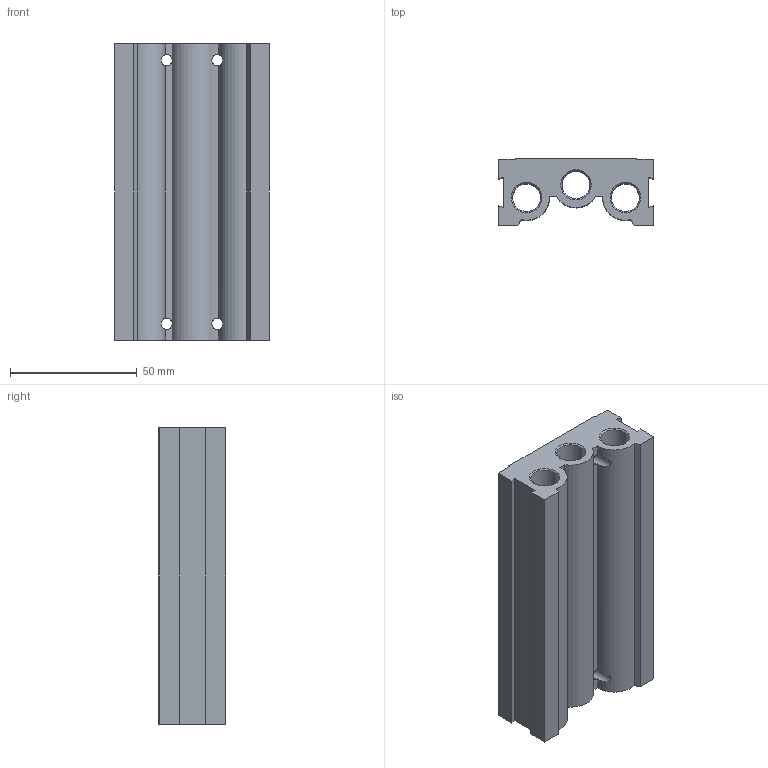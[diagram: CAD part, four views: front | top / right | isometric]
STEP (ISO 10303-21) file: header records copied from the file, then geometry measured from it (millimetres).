
FILE_DESCRIPTION (( 'STEP AP203' ), '1' );
FILE_NAME ('SCB31-D-6.STEP', '2016-05-09T07:20:48', ( '' ), ( '' ), 'SwSTEP 2.0', 'SolidWorks 2008', '' );
FILE_SCHEMA (( 'CONFIG_CONTROL_DESIGN' ));
Length unit declared in the file: millimetre
Products named in the file (1): SCB31-D-6
Bounding box: 61 x 26.5 x 117 mm (x, y, z)
Volume: 106942.4 mm3; surface area: 42659.7 mm2
Topology: 1 solids, 1 shells, 211 faces, 523 edges, 322 vertices
Faces by surface type: cone 80, cylinder 80, plane 51
Entity records: 7434 total; most frequent: CARTESIAN_POINT 2125, DIRECTION 1155, ORIENTED_EDGE 1046, EDGE_CURVE 523, AXIS2_PLACEMENT_3D 456, VERTEX_POINT 322, EDGE_LOOP 269, CIRCLE 244
